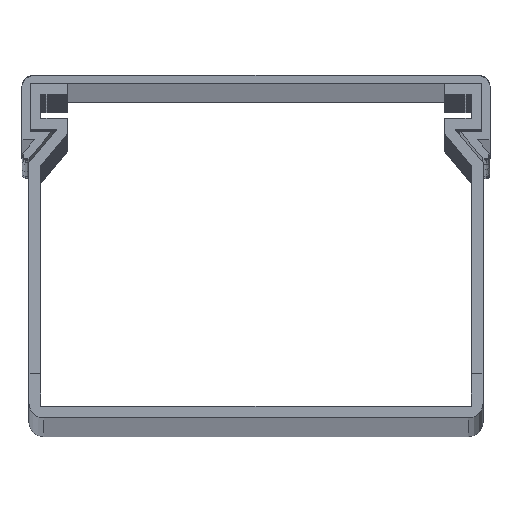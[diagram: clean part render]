
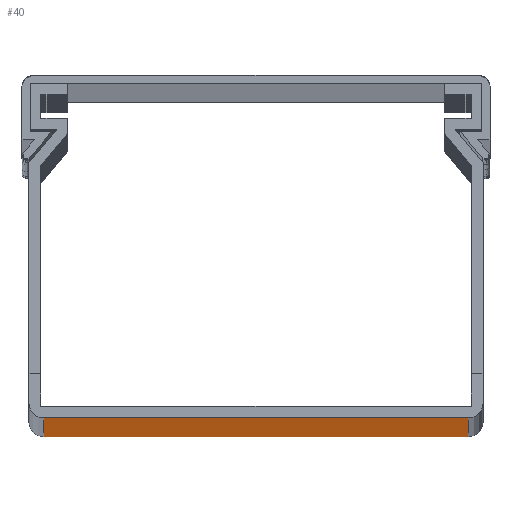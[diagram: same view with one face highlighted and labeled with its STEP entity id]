
A CAD part, top view. The second image highlights one B-rep face of the part: STEP entity #40.
In plain terms, the highlighted planar face has unit normal (0, -1, 0).
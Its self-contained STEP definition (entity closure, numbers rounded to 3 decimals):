
#40=ADVANCED_FACE('',(#5272),#88930,.T.);
#5272=FACE_OUTER_BOUND('',#10504,.T.);
#10504=EDGE_LOOP('',(#15824,#15825,#15826,#15827));
#15824=ORIENTED_EDGE('',*,*,#47138,.T.);
#15825=ORIENTED_EDGE('',*,*,#47141,.T.);
#15826=ORIENTED_EDGE('',*,*,#47140,.T.);
#15827=ORIENTED_EDGE('',*,*,#47139,.T.);
#47138=EDGE_CURVE('',#78488,#78489,#62826,.T.);
#47139=EDGE_CURVE('',#78490,#78488,#62827,.T.);
#47140=EDGE_CURVE('',#78491,#78490,#62828,.T.);
#47141=EDGE_CURVE('',#78489,#78491,#62829,.T.);
#62826=B_SPLINE_CURVE_WITH_KNOTS('',1,(#121031,#121032),.UNSPECIFIED.,.F.,
 .F.,(2,2),(0.,2000.),.UNSPECIFIED.);
#62827=B_SPLINE_CURVE_WITH_KNOTS('',1,(#121033,#121034),.UNSPECIFIED.,.F.,
 .F.,(2,2),(0.,24.),.UNSPECIFIED.);
#62828=B_SPLINE_CURVE_WITH_KNOTS('',1,(#121035,#121036),.UNSPECIFIED.,.F.,
 .F.,(2,2),(0.,2000.),.UNSPECIFIED.);
#62829=B_SPLINE_CURVE_WITH_KNOTS('',1,(#121037,#121038),.UNSPECIFIED.,.F.,
 .F.,(2,2),(-24.,0.),.UNSPECIFIED.);
#78488=VERTEX_POINT('',#110611);
#78489=VERTEX_POINT('',#110612);
#78490=VERTEX_POINT('',#110613);
#78491=VERTEX_POINT('',#110614);
#88930=PLANE('',#94333);
#94333=AXIS2_PLACEMENT_3D('',#105365,#99565,$);
#99565=DIRECTION('',(0.,-1.,0.));
#105365=CARTESIAN_POINT('',(39.5,0.,0.));
#110611=CARTESIAN_POINT('',(39.5,0.,-2000.));
#110612=CARTESIAN_POINT('',(39.5,0.,0.));
#110613=CARTESIAN_POINT('',(-39.5,0.,-2000.));
#110614=CARTESIAN_POINT('',(-39.5,0.,0.));
#121031=CARTESIAN_POINT('',(39.5,0.,-2000.));
#121032=CARTESIAN_POINT('',(39.5,0.,0.));
#121033=CARTESIAN_POINT('',(-39.5,0.,-2000.));
#121034=CARTESIAN_POINT('',(39.5,0.,-2000.));
#121035=CARTESIAN_POINT('',(-39.5,0.,0.));
#121036=CARTESIAN_POINT('',(-39.5,0.,-2000.));
#121037=CARTESIAN_POINT('',(39.5,0.,0.));
#121038=CARTESIAN_POINT('',(-39.5,0.,0.));
